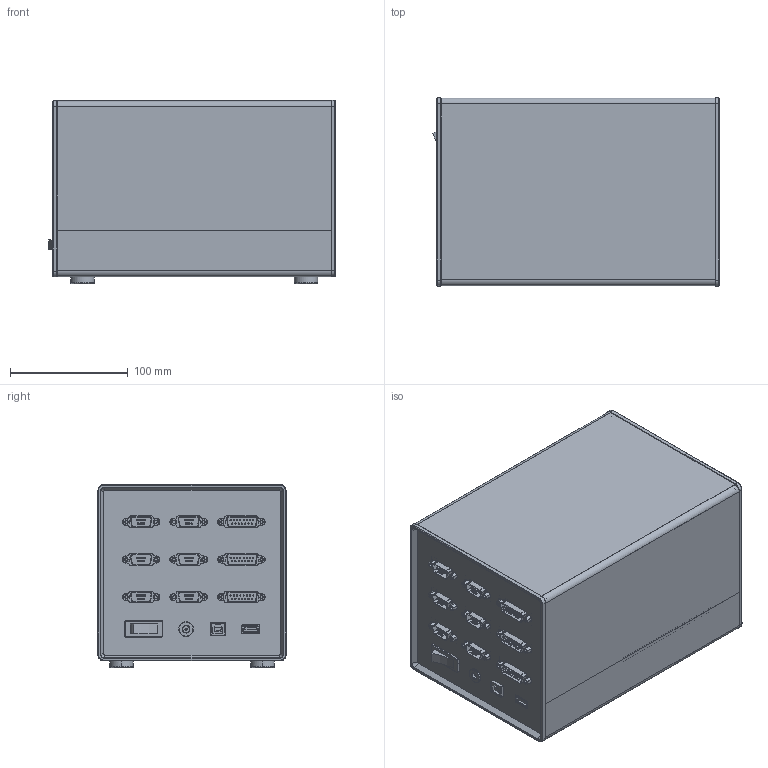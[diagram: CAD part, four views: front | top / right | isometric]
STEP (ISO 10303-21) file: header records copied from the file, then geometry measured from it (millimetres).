
FILE_DESCRIPTION (( 'STEP AP203' ), '1' );
FILE_NAME ('527300.step', '2025-06-18T06:09:33', ( '' ), ( '' ), 'SwSTEP 2.0', 'SolidWorks 2020', '' );
FILE_SCHEMA (( 'CONFIG_CONTROL_DESIGN' ));
Products named in the file (1): 527300
Bounding box: 243.65 x 160 x 156 mm (x, y, z)
Volume: 311543.3 mm3; surface area: 438080.9 mm2
Topology: 28 solids, 28 shells, 3481 faces, 8936 edges, 5822 vertices
Faces by surface type: plane 2144, cylinder 828, torus 304, bspline 129, cone 76
Entity records: 110552 total; most frequent: CARTESIAN_POINT 25003, ORIENTED_EDGE 17864, DIRECTION 17433, EDGE_CURVE 8932, VECTOR 6251, LINE 6251, VERTEX_POINT 5822, AXIS2_PLACEMENT_3D 5591
